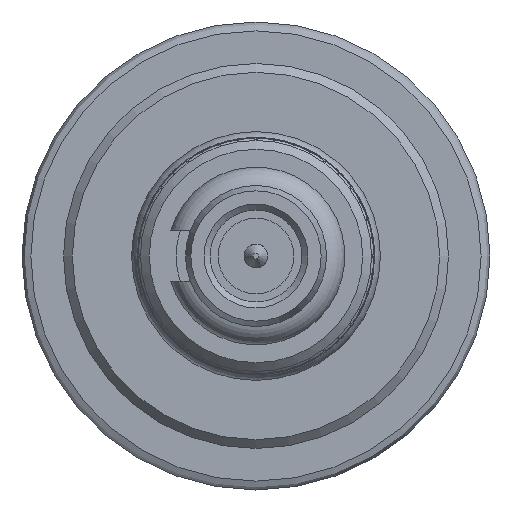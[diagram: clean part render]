
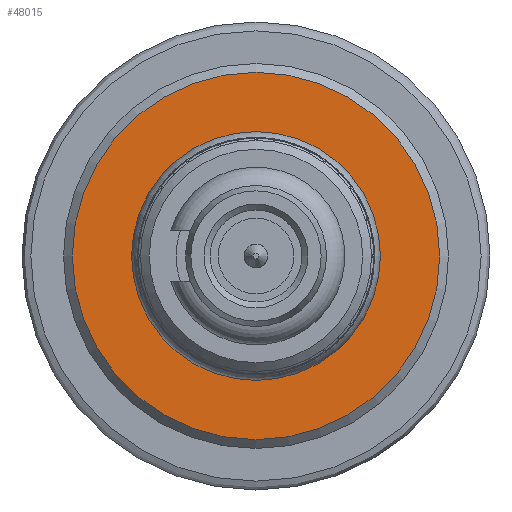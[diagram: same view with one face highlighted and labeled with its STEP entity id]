
A CAD part, front view. The second image highlights one B-rep face of the part: STEP entity #48015.
In plain terms, the highlighted planar face has unit normal (0, -1, 0).
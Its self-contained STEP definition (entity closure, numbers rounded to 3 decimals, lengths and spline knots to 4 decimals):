
#10175=PLANE('',#78619);
#11569=ORIENTED_EDGE('',*,*,#27140,.T.);
#11570=ORIENTED_EDGE('',*,*,#27142,.F.);
#27140=EDGE_CURVE('',#34972,#34972,#38966,.T.);
#27142=EDGE_CURVE('',#34974,#34974,#38968,.T.);
#34972=VERTEX_POINT('',#95634);
#34974=VERTEX_POINT('',#95640);
#38966=CIRCLE('',#78616,3.1);
#38968=CIRCLE('',#78620,2.1);
#39380=EDGE_LOOP('',(#11569));
#39381=EDGE_LOOP('',(#11570));
#43312=FACE_BOUND('',#39380,.T.);
#43313=FACE_BOUND('',#39381,.T.);
#48015=ADVANCED_FACE('',(#43312,#43313),#10175,.T.);
#78616=AXIS2_PLACEMENT_3D('',#95633,#80222,#80223);
#78619=AXIS2_PLACEMENT_3D('',#95638,#80228,#80229);
#78620=AXIS2_PLACEMENT_3D('',#95639,#80230,#80231);
#80222=DIRECTION('',(0.,-1.,0.));
#80223=DIRECTION('',(0.,0.,-1.));
#80228=DIRECTION('',(0.,-1.,0.));
#80229=DIRECTION('',(0.,0.,-1.));
#80230=DIRECTION('',(0.,-1.,0.));
#80231=DIRECTION('',(0.,0.,-1.));
#95633=CARTESIAN_POINT('',(0.,69.15,0.));
#95634=CARTESIAN_POINT('',(0.,69.15,-3.1));
#95638=CARTESIAN_POINT('',(0.,69.15,0.));
#95639=CARTESIAN_POINT('',(0.,69.15,0.));
#95640=CARTESIAN_POINT('',(0.,69.15,-2.1));
